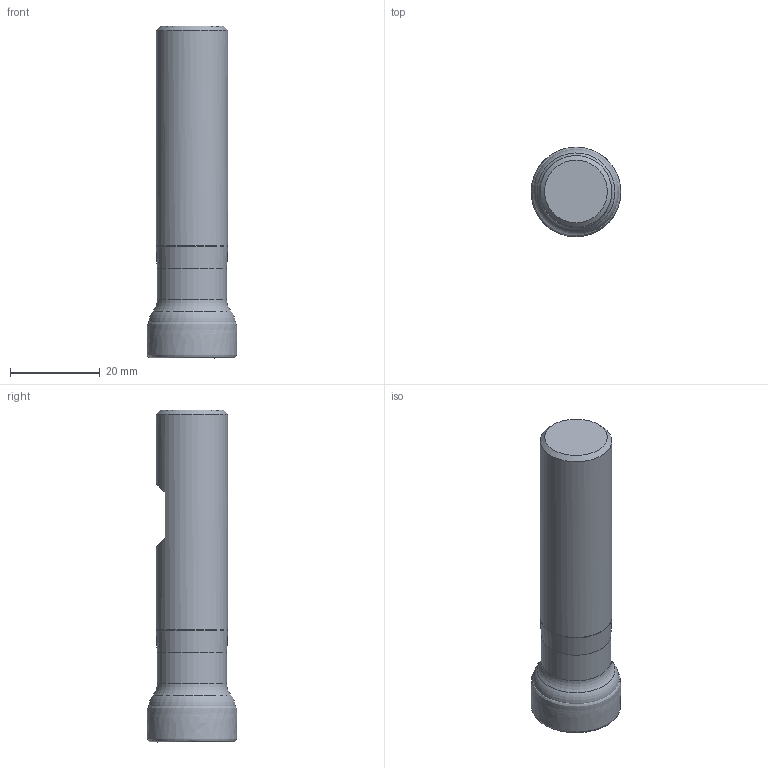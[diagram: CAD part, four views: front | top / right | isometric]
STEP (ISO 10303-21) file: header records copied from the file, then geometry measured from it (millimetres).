
FILE_DESCRIPTION(/* description */ (''),/* implementation_level */ '2;1');
FILE_NAME(/* name */ 'toolassembly_1.stp',/* time_stamp */ '2019-03-21T13:50:21+01:00',/* author */ (''),/* organization */ ('SMS'),/* preprocessor_version */ 'ST-DEVELOPER v15',/* originating_system */ 'SIEMENS PLM Software NX 8.5',/* authorisation */ '');
FILE_SCHEMA (('AUTOMOTIVE_DESIGN { 1 0 10303 214 3 1 1 1 }'));
Length unit declared in the file: millimetre
Products named in the file (4): CUT_20190321134943; NOCUT_20190321134933; ASSEMBLY_CONSTRUCTION; TOOLASSEMBLY_1
Assembly tree (3 placements, depth 2):
  TOOLASSEMBLY_1
    ASSEMBLY_CONSTRUCTION
    NOCUT_20190321134933
    CUT_20190321134943
Bounding box: 19.97 x 19.98 x 74.02 mm (x, y, z)
Volume: 17694.8 mm3; surface area: 5359.5 mm2
Topology: 2 solids, 2 shells, 17 faces, 35 edges, 28 vertices
Faces by surface type: plane 6, torus 4, cone 3, cylinder 2, bspline 1, revolution 1
Full cylindrical faces by diameter (mm): 15.495 x1, 15.995 x1
Entity records: 4951 total; most frequent: CARTESIAN_POINT 4473, DIRECTION 85, AXIS2_PLACEMENT_3D 40, ORIENTED_EDGE 36, EDGE_LOOP 28, FACE_BOUND 24, EDGE_CURVE 18, ADVANCED_FACE 17
